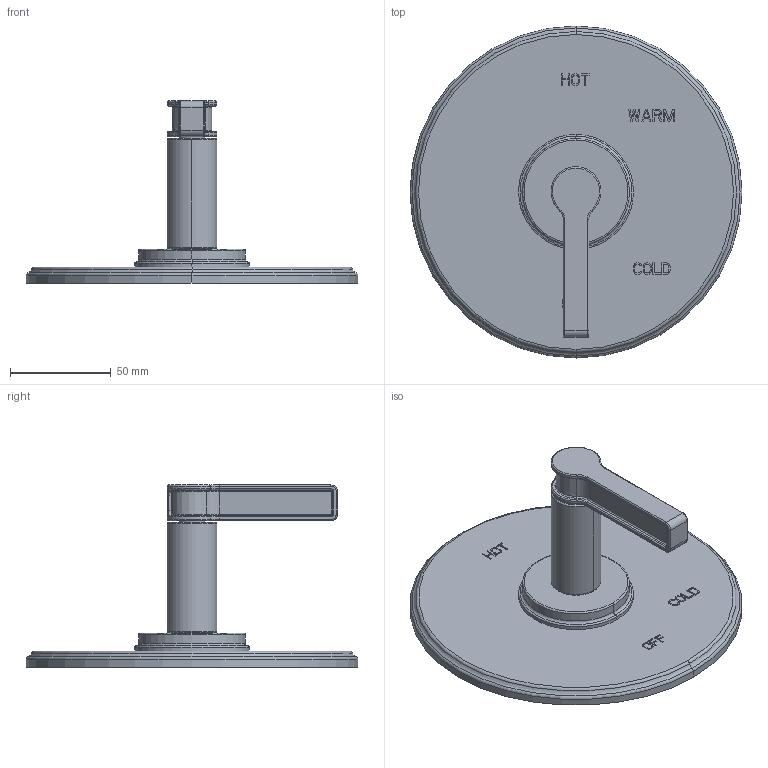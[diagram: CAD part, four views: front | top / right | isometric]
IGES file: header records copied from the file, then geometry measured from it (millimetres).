
Start section:  PTC IGES file: 4-3274bp.igs
Global section: file name: 4-3274bp.igs; native system: Creo Parametric by PTC Inc.; preprocessor: 2023134; author: rsmith; organization: Unknown; date: 20240731.163111; units: inch
Bounding box: 165.1 x 165.1 x 90.53 mm (x, y, z)
Surface area: 60618.5 mm2 (no closed solid volume)
Topology: 0 solids, 0 shells, 470 faces, 2470 edges, 2470 vertices
Faces by surface type: bspline 357, revolution 113
